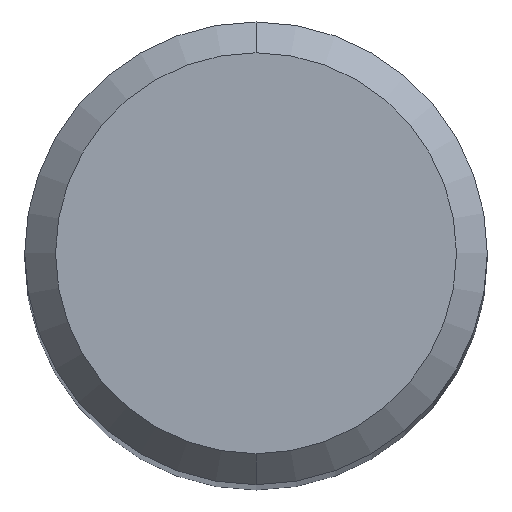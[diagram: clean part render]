
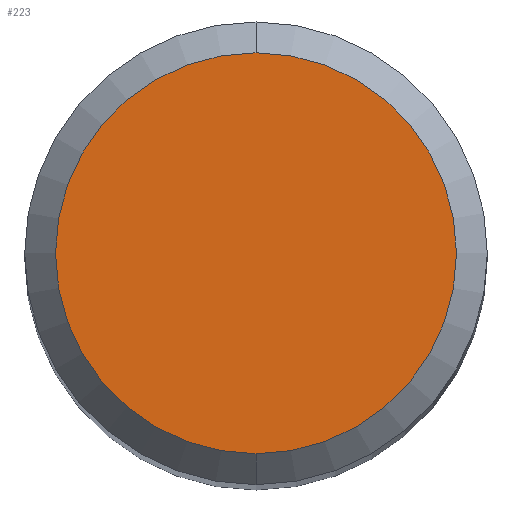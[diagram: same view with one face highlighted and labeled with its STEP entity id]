
A CAD part, top view. The second image highlights one B-rep face of the part: STEP entity #223.
In plain terms, the highlighted planar face has unit normal (0, 0, 1).
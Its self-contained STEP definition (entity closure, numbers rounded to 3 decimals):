
#197=VERTEX_POINT('',#512);
#223=ADVANCED_FACE('',(#539),#540,.T.);
#237=VERTEX_POINT('',#554);
#257=EDGE_CURVE('',#237,#197,#575,.T.);
#389=EDGE_CURVE('',#197,#237,#724,.T.);
#512=CARTESIAN_POINT('',(0.,-2.6,0.0));
#539=FACE_OUTER_BOUND('',#927,.T.);
#540=PLANE('',#928);
#554=CARTESIAN_POINT('',(0.0,2.6,0.0));
#575=CIRCLE('',#984,2.6);
#724=CIRCLE('',#1290,2.6);
#927=EDGE_LOOP('',(#1504,#1505));
#928=AXIS2_PLACEMENT_3D('',#1506,#1507,#1508);
#984=AXIS2_PLACEMENT_3D('',#1529,#1530,#1531);
#1290=AXIS2_PLACEMENT_3D('',#1713,#1714,#1715);
#1504=ORIENTED_EDGE('',*,*,#257,.F.);
#1505=ORIENTED_EDGE('',*,*,#389,.F.);
#1506=CARTESIAN_POINT('',(0.0,1.3,0.0));
#1507=DIRECTION('',(-0.0,0.0,1.0));
#1508=DIRECTION('',(0.0,-1.0,0.0));
#1529=CARTESIAN_POINT('',(0.0,0.0,0.0));
#1530=DIRECTION('',(0.0,0.0,-1.0));
#1531=DIRECTION('',(0.0,1.0,0.0));
#1713=CARTESIAN_POINT('',(0.0,0.0,0.0));
#1714=DIRECTION('',(0.0,0.0,-1.0));
#1715=DIRECTION('',(0.0,1.0,0.0));
